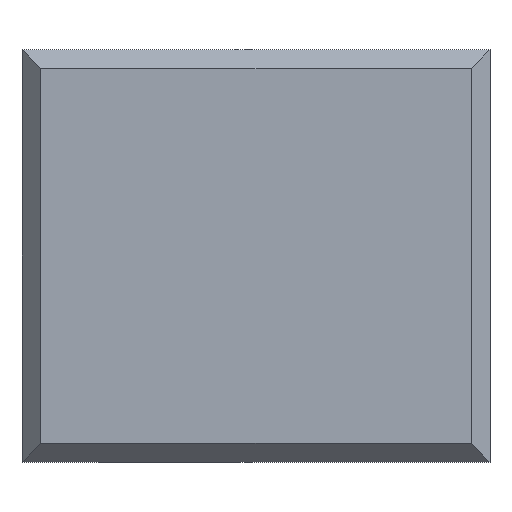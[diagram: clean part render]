
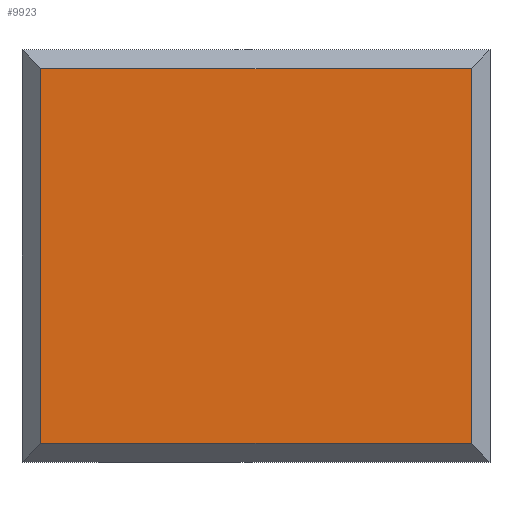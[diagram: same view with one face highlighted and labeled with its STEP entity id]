
A CAD part, front view. The second image highlights one B-rep face of the part: STEP entity #9923.
In plain terms, the highlighted planar face has unit normal (0, -1, 0).
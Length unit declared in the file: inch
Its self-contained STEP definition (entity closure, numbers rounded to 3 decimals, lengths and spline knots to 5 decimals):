
#280 = DIRECTION ( 'NONE',  ( 1., 0., 0. ) ) ;
#465 = CARTESIAN_POINT ( 'NONE',  ( -0.86516, 0., 0.6928 ) ) ;
#639 = VECTOR ( 'NONE', #1135, 39.37008 ) ;
#1135 = DIRECTION ( 'NONE',  ( 0., 0., 1. ) ) ;
#3057 = EDGE_CURVE ( 'NONE', #9746, #15788, #6486, .T. ) ;
#3092 = VECTOR ( 'NONE', #5245, 39.37008 ) ;
#3269 = VECTOR ( 'NONE', #280, 39.37008 ) ;
#3315 = CARTESIAN_POINT ( 'NONE',  ( 0., 0., 0. ) ) ;
#3870 = CARTESIAN_POINT ( 'NONE',  ( -0.79516, 0., -0.6928 ) ) ;
#4887 = EDGE_CURVE ( 'NONE', #10337, #9746, #12075, .T. ) ;
#5245 = DIRECTION ( 'NONE',  ( 0., 0., -1. ) ) ;
#6486 = LINE ( 'NONE', #12783, #3092 ) ;
#6594 = EDGE_CURVE ( 'NONE', #15788, #8309, #7047, .T. ) ;
#6826 = EDGE_LOOP ( 'NONE', ( #10846, #8682, #9152, #12928 ) ) ;
#7047 = LINE ( 'NONE', #8924, #3269 ) ;
#8309 = VERTEX_POINT ( 'NONE', #10057 ) ;
#8541 = PLANE ( 'NONE',  #9833 ) ;
#8682 = ORIENTED_EDGE ( 'NONE', *, *, #6594, .T. ) ;
#8924 = CARTESIAN_POINT ( 'NONE',  ( 0.86516, 0., -0.6928 ) ) ;
#9057 = DIRECTION ( 'NONE',  ( -1., 0., 0. ) ) ;
#9152 = ORIENTED_EDGE ( 'NONE', *, *, #13645, .T. ) ;
#9514 = CARTESIAN_POINT ( 'NONE',  ( -0.79516, 0., 0.6928 ) ) ;
#9746 = VERTEX_POINT ( 'NONE', #9514 ) ;
#9750 = DIRECTION ( 'NONE',  ( 0., 0., -1. ) ) ;
#9753 = FACE_OUTER_BOUND ( 'NONE', #6826, .T. ) ;
#9833 = AXIS2_PLACEMENT_3D ( 'NONE', #3315, #14728, #9750 ) ;
#9890 = LINE ( 'NONE', #13808, #639 ) ;
#9923 = ADVANCED_FACE ( 'NONE', ( #9753 ), #8541, .T. ) ;
#10057 = CARTESIAN_POINT ( 'NONE',  ( 0.79516, 0., -0.6928 ) ) ;
#10337 = VERTEX_POINT ( 'NONE', #10730 ) ;
#10730 = CARTESIAN_POINT ( 'NONE',  ( 0.79516, 0., 0.6928 ) ) ;
#10846 = ORIENTED_EDGE ( 'NONE', *, *, #3057, .T. ) ;
#12075 = LINE ( 'NONE', #465, #16257 ) ;
#12783 = CARTESIAN_POINT ( 'NONE',  ( -0.79516, 0., -0.7628 ) ) ;
#12928 = ORIENTED_EDGE ( 'NONE', *, *, #4887, .T. ) ;
#13645 = EDGE_CURVE ( 'NONE', #8309, #10337, #9890, .T. ) ;
#13808 = CARTESIAN_POINT ( 'NONE',  ( 0.79516, 0., 0.7628 ) ) ;
#14728 = DIRECTION ( 'NONE',  ( 0., -1., 0. ) ) ;
#15788 = VERTEX_POINT ( 'NONE', #3870 ) ;
#16257 = VECTOR ( 'NONE', #9057, 39.37008 ) ;
